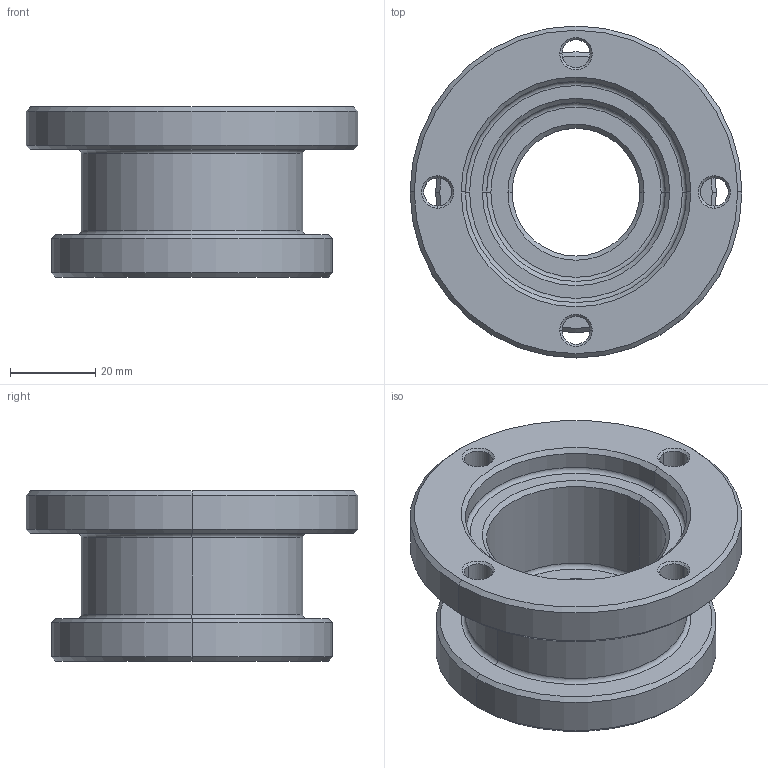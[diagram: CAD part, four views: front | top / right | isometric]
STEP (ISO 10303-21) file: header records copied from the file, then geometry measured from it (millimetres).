
FILE_DESCRIPTION((''),'2;1');
FILE_NAME('AL_HOUSING_HQ','2022-03-16T12:10:40',('wshq'),(''),'CREO PARAMETRIC BY PTC INC, 2020281','CREO PARAMETRIC BY PTC INC, 2020281','');
FILE_SCHEMA(('CONFIG_CONTROL_DESIGN'));
Length unit declared in the file: millimetre
Products named in the file (1): AL_HOUSING_HQ
Bounding box: 78 x 78 x 40 mm (x, y, z)
Volume: 69101.4 mm3; surface area: 23321.9 mm2
Topology: 1 solids, 1 shells, 76 faces, 160 edges, 92 vertices
Faces by surface type: cone 36, cylinder 24, plane 8, torus 8
Entity records: 2090 total; most frequent: DIRECTION 412, CARTESIAN_POINT 328, ORIENTED_EDGE 320, AXIS2_PLACEMENT_3D 176, EDGE_CURVE 160, CIRCLE 100, VERTEX_POINT 92, EDGE_LOOP 92
